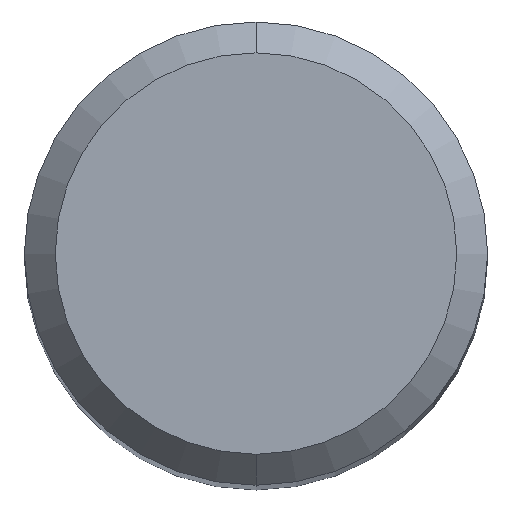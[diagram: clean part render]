
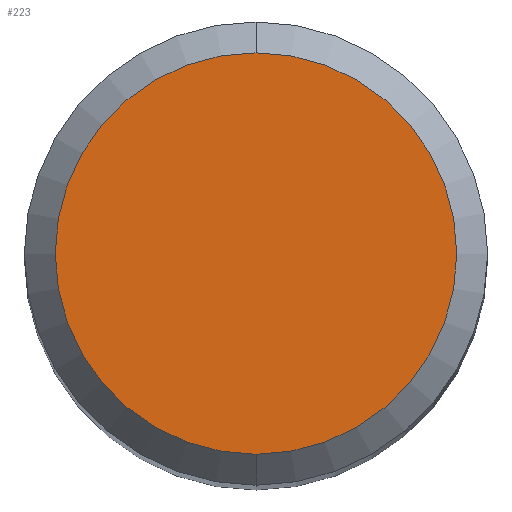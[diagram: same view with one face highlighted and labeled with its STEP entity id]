
A CAD part, top view. The second image highlights one B-rep face of the part: STEP entity #223.
In plain terms, the highlighted planar face has unit normal (0, 0, 1).
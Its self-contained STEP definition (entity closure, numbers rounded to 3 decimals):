
#111=EDGE_CURVE('',#199,#145,#264,.T.);
#145=VERTEX_POINT('',#302);
#199=VERTEX_POINT('',#365);
#213=EDGE_CURVE('',#145,#199,#379,.T.);
#223=ADVANCED_FACE('',(#389),#390,.T.);
#264=CIRCLE('',#428,2.6);
#302=CARTESIAN_POINT('',(0.,-2.6,0.0));
#365=CARTESIAN_POINT('',(0.0,2.6,0.0));
#379=CIRCLE('',#575,2.6);
#389=FACE_OUTER_BOUND('',#588,.T.);
#390=PLANE('',#589);
#428=AXIS2_PLACEMENT_3D('',#619,#620,#621);
#575=AXIS2_PLACEMENT_3D('',#764,#765,#766);
#588=EDGE_LOOP('',(#776,#777));
#589=AXIS2_PLACEMENT_3D('',#778,#779,#780);
#619=CARTESIAN_POINT('',(0.0,0.0,0.0));
#620=DIRECTION('',(0.0,0.0,-1.0));
#621=DIRECTION('',(0.0,1.0,0.0));
#764=CARTESIAN_POINT('',(0.0,0.0,0.0));
#765=DIRECTION('',(0.0,0.0,-1.0));
#766=DIRECTION('',(0.0,1.0,0.0));
#776=ORIENTED_EDGE('',*,*,#111,.F.);
#777=ORIENTED_EDGE('',*,*,#213,.F.);
#778=CARTESIAN_POINT('',(0.0,1.3,0.0));
#779=DIRECTION('',(-0.0,0.0,1.0));
#780=DIRECTION('',(0.0,-1.0,0.0));
